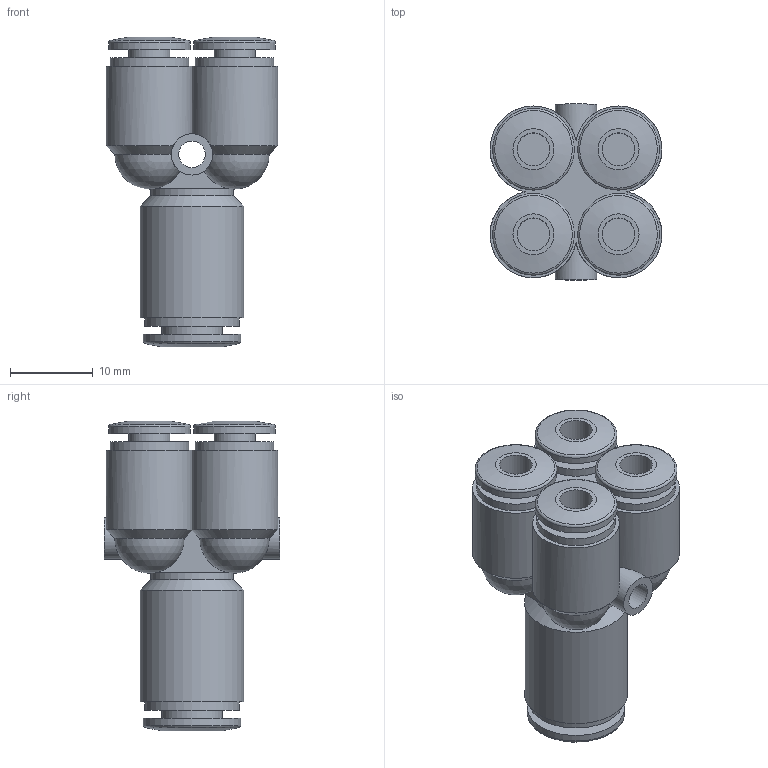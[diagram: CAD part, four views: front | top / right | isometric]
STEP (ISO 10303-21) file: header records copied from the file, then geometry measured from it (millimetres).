
FILE_DESCRIPTION(/* description */ ('STEP AP214'),/* implementation_level */ '2;1');
FILE_NAME(/* name */ '153815_QSQ-1_4T-5_32-U',/* time_stamp */ '2024-09-14T15:18:53+02:00',/* author */ ('License CC BY-ND 4.0'),/* organization */ ('CADENAS'),/* preprocessor_version */ 'ST-DEVELOPER v19.3',/* originating_system */ 'PARTsolutions',/* authorisation */ ' ');
FILE_SCHEMA (('AUTOMOTIVE_DESIGN {1 0 10303 214 3 1 1}'));
Length unit declared in the file: millimetre
Products named in the file (1): 153815 QSQ-1/4T-5/32-U
Bounding box: 20.8 x 21.3 x 37.5 mm (x, y, z)
Volume: 6380.3 mm3; surface area: 4867.6 mm2
Topology: 1 solids, 1 shells, 77 faces, 159 edges, 101 vertices
Faces by surface type: cylinder 29, plane 29, cone 10, torus 5, sphere 4
Full cylindrical faces by diameter (mm): 3.2 x1, 3.969 x4, 4.969 x4, 5 x2, 6.35 x1, 7.35 x1, 9.5 x4, 9.9 x4, 10 x1, 11.5 x1, 11.8 x1, 12.5 x1
Entity records: 1850 total; most frequent: CARTESIAN_POINT 356, DIRECTION 332, ORIENTED_EDGE 220, AXIS2_PLACEMENT_3D 162, EDGE_LOOP 136, FACE_BOUND 136, EDGE_CURVE 110, VERTEX_POINT 92
